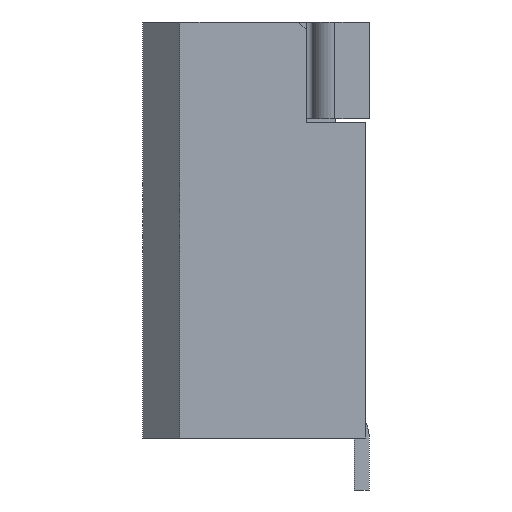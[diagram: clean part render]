
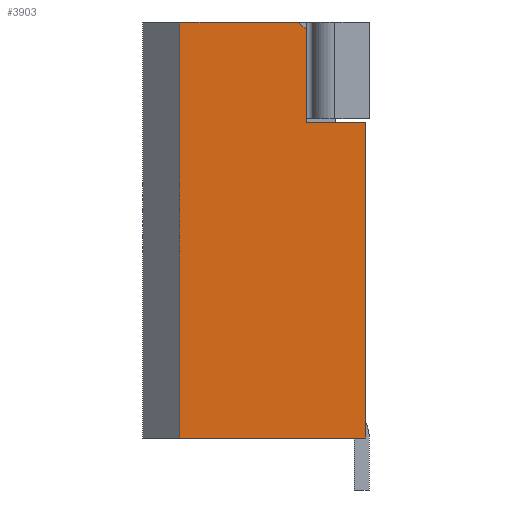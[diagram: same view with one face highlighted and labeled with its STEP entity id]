
A CAD part, left-side view. The second image highlights one B-rep face of the part: STEP entity #3903.
In plain terms, the highlighted planar face has unit normal (-1, 0, 0).
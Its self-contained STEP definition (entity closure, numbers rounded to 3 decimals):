
#92=DIRECTION('',(0.,1.,0.));
#93=VECTOR('',#92,1.6);
#94=CARTESIAN_POINT('',(-6.5,-0.6,0.));
#95=LINE('',#94,#93);
#416=DIRECTION('',(0.,0.707,0.707));
#417=VECTOR('',#416,0.141);
#418=CARTESIAN_POINT('',(-6.5,-0.7,-0.1));
#419=LINE('',#418,#417);
#420=DIRECTION('',(0.,0.,-1.));
#421=VECTOR('',#420,1.25);
#422=CARTESIAN_POINT('',(-6.5,-0.7,-0.1));
#423=LINE('',#422,#421);
#424=DIRECTION('',(0.,1.,0.));
#425=VECTOR('',#424,0.8);
#426=CARTESIAN_POINT('',(-6.5,-1.5,-1.35));
#427=LINE('',#426,#425);
#428=DIRECTION('',(0.,0.,1.));
#429=VECTOR('',#428,5.6);
#430=CARTESIAN_POINT('',(-6.5,1.,-5.6));
#431=LINE('',#430,#429);
#780=DIRECTION('',(0.,0.,1.));
#781=VECTOR('',#780,4.25);
#782=CARTESIAN_POINT('',(-6.5,-1.5,-5.6));
#783=LINE('',#782,#781);
#841=DIRECTION('',(0.,1.,0.));
#842=VECTOR('',#841,2.5);
#843=CARTESIAN_POINT('',(-6.5,-1.5,-5.6));
#844=LINE('',#843,#842);
#2652=CARTESIAN_POINT('',(-6.5,1.,0.));
#2653=VERTEX_POINT('',#2652);
#2658=CARTESIAN_POINT('',(-6.5,1.,-5.6));
#2659=VERTEX_POINT('',#2658);
#2660=CARTESIAN_POINT('',(-6.5,-1.5,-5.6));
#2661=VERTEX_POINT('',#2660);
#2684=CARTESIAN_POINT('',(-6.5,-1.5,-1.35));
#2685=CARTESIAN_POINT('',(-6.5,-0.7,-1.35));
#2686=VERTEX_POINT('',#2684);
#2687=VERTEX_POINT('',#2685);
#2720=CARTESIAN_POINT('',(-6.5,-0.7,-0.1));
#2721=CARTESIAN_POINT('',(-6.5,-0.6,0.));
#2722=VERTEX_POINT('',#2720);
#2723=VERTEX_POINT('',#2721);
#3885=CARTESIAN_POINT('',(-6.5,1.,0.));
#3886=DIRECTION('',(-1.,0.,0.));
#3887=DIRECTION('',(0.,-1.,0.));
#3888=AXIS2_PLACEMENT_3D('',#3885,#3886,#3887);
#3889=PLANE('',#3888);
#3891=ORIENTED_EDGE('',*,*,#3890,.F.);
#3893=ORIENTED_EDGE('',*,*,#3892,.T.);
#3894=ORIENTED_EDGE('',*,*,#3756,.F.);
#3896=ORIENTED_EDGE('',*,*,#3895,.F.);
#3898=ORIENTED_EDGE('',*,*,#3897,.T.);
#3899=ORIENTED_EDGE('',*,*,#3877,.T.);
#3900=ORIENTED_EDGE('',*,*,#3487,.F.);
#3901=EDGE_LOOP('',(#3891,#3893,#3894,#3896,#3898,#3899,#3900));
#3902=FACE_OUTER_BOUND('',#3901,.F.);
#3903=ADVANCED_FACE('',(#3902),#3889,.T.);
#3487=EDGE_CURVE('',#2723,#2653,#95,.T.);
#3756=EDGE_CURVE('',#2686,#2687,#427,.T.);
#3877=EDGE_CURVE('',#2659,#2653,#431,.T.);
#3890=EDGE_CURVE('',#2722,#2723,#419,.T.);
#3892=EDGE_CURVE('',#2722,#2687,#423,.T.);
#3895=EDGE_CURVE('',#2661,#2686,#783,.T.);
#3897=EDGE_CURVE('',#2661,#2659,#844,.T.);
